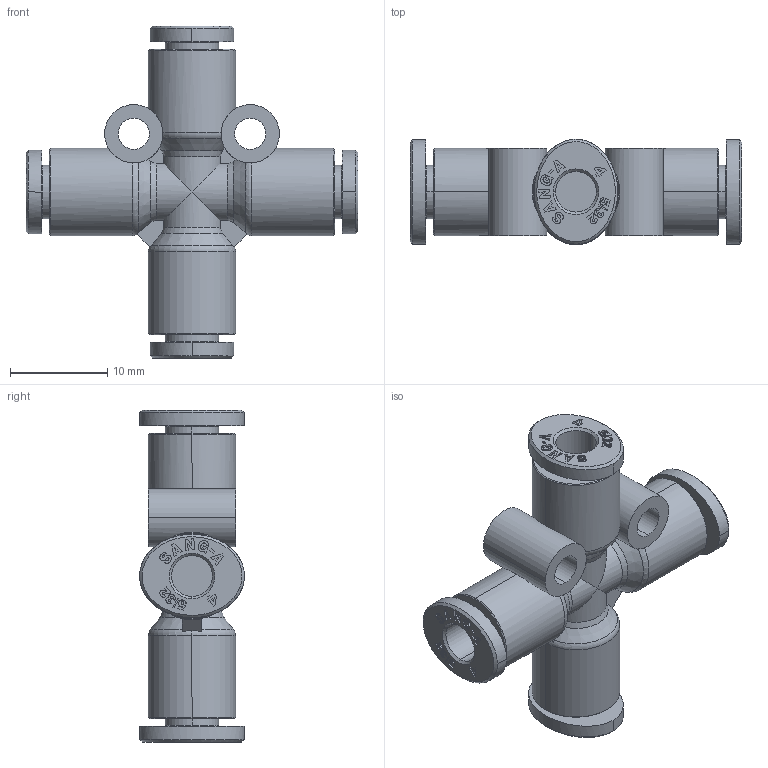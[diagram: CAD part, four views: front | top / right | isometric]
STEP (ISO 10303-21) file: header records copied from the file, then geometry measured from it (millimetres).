
FILE_DESCRIPTION((''),'2;1');
FILE_NAME('GPZA_04(3D).stp','2012-12-26T19:04:41',(''),(''),'Mechanical Desktop.R8.0.24.0','Mechanical Desktop.R8.0.24.0',', , ');
FILE_SCHEMA(('CONFIG_CONTROL_DESIGN'));
Length unit declared in the file: millimetre
Products named in the file (2): GPZA_04(3D); ºÎÇ°1
Assembly tree (1 placements, depth 2):
  GPZA_04(3D)
    ºÎÇ°1
Bounding box: 34.2 x 10.8 x 34.2 mm (x, y, z)
Volume: 2963.8 mm3; surface area: 3434.4 mm2
Topology: 1 solids, 1 shells, 1570 faces, 4474 edges, 2974 vertices
Faces by surface type: plane 1334, bspline 124, cylinder 72, cone 32, torus 8
Entity records: 53443 total; most frequent: CARTESIAN_POINT 12664, ORIENTED_EDGE 8948, DIRECTION 7686, EDGE_CURVE 4474, VECTOR 3966, LINE 3966, VERTEX_POINT 2974, AXIS2_PLACEMENT_3D 1860
